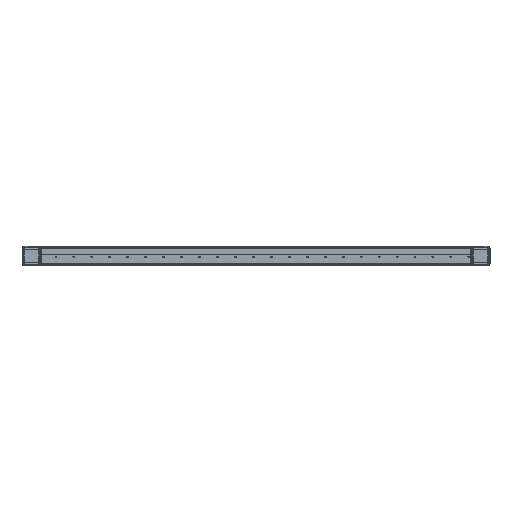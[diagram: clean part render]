
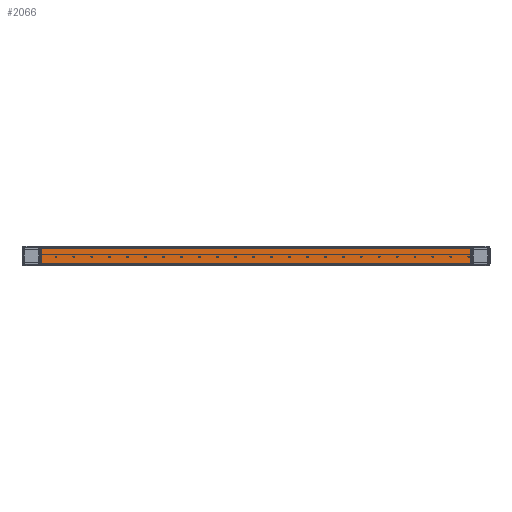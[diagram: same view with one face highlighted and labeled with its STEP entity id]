
A CAD part, front view. The second image highlights one B-rep face of the part: STEP entity #2066.
In plain terms, the highlighted planar face has unit normal (0, -1, 0).
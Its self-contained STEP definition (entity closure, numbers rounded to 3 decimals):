
#157 = VECTOR ( 'NONE', #8553, 1000. ) ;
#398 = CARTESIAN_POINT ( 'NONE',  ( 335., 185., 12. ) ) ;
#933 = DIRECTION ( 'NONE',  ( 0., 0., -1. ) ) ;
#1300 = LINE ( 'NONE', #20782, #10897 ) ;
#1870 = VERTEX_POINT ( 'NONE', #398 ) ;
#2003 = VECTOR ( 'NONE', #933, 1000. ) ;
#2066 = ADVANCED_FACE ( 'NONE', ( #6780 ), #5550, .F. ) ;
#2081 = DIRECTION ( 'NONE',  ( 1., 0., 0. ) ) ;
#2976 = ORIENTED_EDGE ( 'NONE', *, *, #4372, .F. ) ;
#4372 = EDGE_CURVE ( 'NONE', #17962, #1870, #1300, .T. ) ;
#4919 = ORIENTED_EDGE ( 'NONE', *, *, #21168, .F. ) ;
#5330 = VERTEX_POINT ( 'NONE', #12656 ) ;
#5550 = PLANE ( 'NONE',  #10579 ) ;
#6485 = CARTESIAN_POINT ( 'NONE',  ( -335., 185., 12. ) ) ;
#6780 = FACE_OUTER_BOUND ( 'NONE', #21828, .T. ) ;
#7178 = ORIENTED_EDGE ( 'NONE', *, *, #9478, .F. ) ;
#8553 = DIRECTION ( 'NONE',  ( -1., 0., 0. ) ) ;
#9419 = VERTEX_POINT ( 'NONE', #19017 ) ;
#9478 = EDGE_CURVE ( 'NONE', #5330, #17962, #15927, .T. ) ;
#9947 = VECTOR ( 'NONE', #21020, 1000. ) ;
#10320 = DIRECTION ( 'NONE',  ( 0., 1., 0. ) ) ;
#10579 = AXIS2_PLACEMENT_3D ( 'NONE', #19186, #10320, #22350 ) ;
#10855 = LINE ( 'NONE', #12823, #2003 ) ;
#10897 = VECTOR ( 'NONE', #2081, 1000. ) ;
#12387 = EDGE_CURVE ( 'NONE', #1870, #9419, #10855, .T. ) ;
#12421 = LINE ( 'NONE', #19355, #157 ) ;
#12656 = CARTESIAN_POINT ( 'NONE',  ( -335., 185., -12. ) ) ;
#12823 = CARTESIAN_POINT ( 'NONE',  ( 335., 185., 0. ) ) ;
#15927 = LINE ( 'NONE', #16263, #9947 ) ;
#16263 = CARTESIAN_POINT ( 'NONE',  ( -335., 185., 0. ) ) ;
#17962 = VERTEX_POINT ( 'NONE', #6485 ) ;
#19017 = CARTESIAN_POINT ( 'NONE',  ( 335., 185., -12. ) ) ;
#19186 = CARTESIAN_POINT ( 'NONE',  ( -100000., 185., -12. ) ) ;
#19355 = CARTESIAN_POINT ( 'NONE',  ( -100000., 185., -12. ) ) ;
#20389 = ORIENTED_EDGE ( 'NONE', *, *, #12387, .F. ) ;
#20782 = CARTESIAN_POINT ( 'NONE',  ( -100000., 185., 12. ) ) ;
#21020 = DIRECTION ( 'NONE',  ( 0., 0., 1. ) ) ;
#21168 = EDGE_CURVE ( 'NONE', #9419, #5330, #12421, .T. ) ;
#21828 = EDGE_LOOP ( 'NONE', ( #2976, #7178, #4919, #20389 ) ) ;
#22350 = DIRECTION ( 'NONE',  ( 1., 0., 0. ) ) ;
